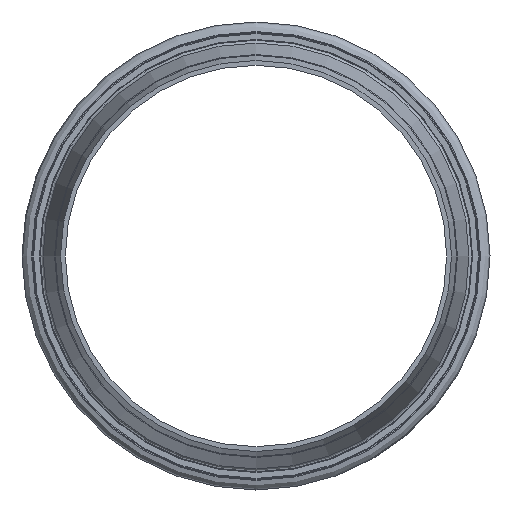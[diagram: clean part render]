
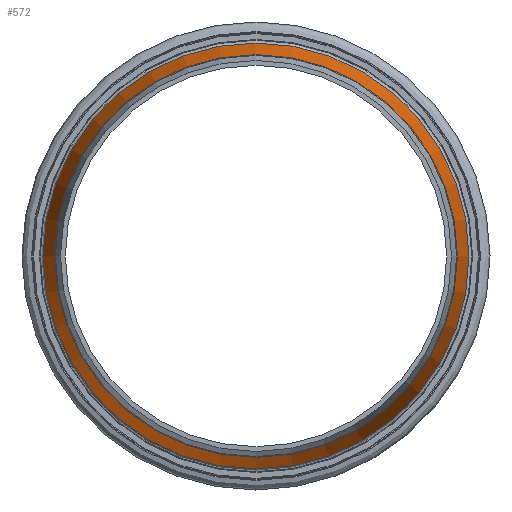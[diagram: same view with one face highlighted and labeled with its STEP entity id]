
A CAD part, front view. The second image highlights one B-rep face of the part: STEP entity #572.
In plain terms, the highlighted conical face has half-angle 15 degrees and reference radius 64.425 mm.
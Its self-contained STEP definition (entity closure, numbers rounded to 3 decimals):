
#45=CONICAL_SURFACE('',#696,64.425,0.262);
#78=FACE_OUTER_BOUND('',#117,.T.);
#117=EDGE_LOOP('',(#519,#520,#521,#522));
#135=LINE('',#1095,#151);
#151=VECTOR('',#916,64.425);
#219=CIRCLE('',#695,66.35);
#220=CIRCLE('',#697,62.5);
#274=VERTEX_POINT('',#1089);
#275=VERTEX_POINT('',#1093);
#355=EDGE_CURVE('',#274,#274,#219,.T.);
#357=EDGE_CURVE('',#275,#275,#220,.T.);
#358=EDGE_CURVE('',#275,#274,#135,.T.);
#519=ORIENTED_EDGE('',*,*,#357,.F.);
#520=ORIENTED_EDGE('',*,*,#358,.T.);
#521=ORIENTED_EDGE('',*,*,#355,.T.);
#522=ORIENTED_EDGE('',*,*,#358,.F.);
#572=ADVANCED_FACE('',(#78),#45,.T.);
#695=AXIS2_PLACEMENT_3D('',#1090,#909,#910);
#696=AXIS2_PLACEMENT_3D('',#1092,#912,#913);
#697=AXIS2_PLACEMENT_3D('',#1094,#914,#915);
#909=DIRECTION('center_axis',(0.,-1.,0.));
#910=DIRECTION('ref_axis',(1.,0.,0.));
#912=DIRECTION('center_axis',(0.,1.,0.));
#913=DIRECTION('ref_axis',(-1.,0.,0.));
#914=DIRECTION('center_axis',(0.,-1.,0.));
#915=DIRECTION('ref_axis',(1.,0.,0.));
#916=DIRECTION('',(0.259,0.966,0.));
#1089=CARTESIAN_POINT('',(66.35,5998.88,0.));
#1090=CARTESIAN_POINT('Origin',(0.,5998.88,0.));
#1092=CARTESIAN_POINT('Origin',(0.,5991.696,0.));
#1093=CARTESIAN_POINT('',(62.5,5984.512,0.));
#1094=CARTESIAN_POINT('Origin',(0.,5984.512,0.));
#1095=CARTESIAN_POINT('',(64.425,5991.696,0.));
